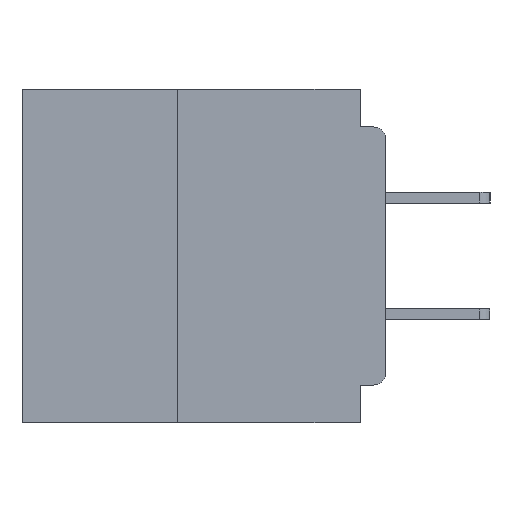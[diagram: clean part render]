
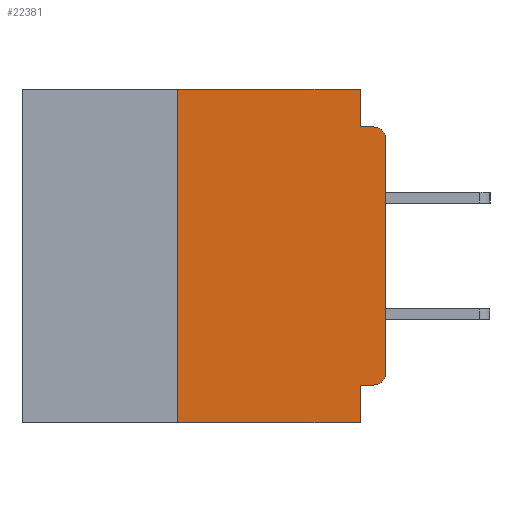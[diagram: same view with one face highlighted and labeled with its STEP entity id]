
A CAD part, left-side view. The second image highlights one B-rep face of the part: STEP entity #22381.
In plain terms, the highlighted planar face has unit normal (-1, 0, 0).
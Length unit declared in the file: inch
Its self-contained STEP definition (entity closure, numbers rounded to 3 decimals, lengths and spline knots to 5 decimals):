
#1527 = FACE_OUTER_BOUND ( 'NONE', #44322, .T. ) ;
#2001 = DIRECTION ( 'NONE',  ( 0., -1., 0. ) ) ;
#2151 = DIRECTION ( 'NONE',  ( 0., 0., 1. ) ) ;
#3171 = CARTESIAN_POINT ( 'NONE',  ( 0., 0.031, -0.4 ) ) ;
#4445 = CARTESIAN_POINT ( 'NONE',  ( 0., 0.031, -0.045 ) ) ;
#5322 = DIRECTION ( 'NONE',  ( 0., 0., -1. ) ) ;
#6340 = PLANE ( 'NONE',  #42407 ) ;
#6660 = ORIENTED_EDGE ( 'NONE', *, *, #13579, .F. ) ;
#6754 = VECTOR ( 'NONE', #2151, 39.37008 ) ;
#7802 = VECTOR ( 'NONE', #5322, 39.37008 ) ;
#7924 = CARTESIAN_POINT ( 'NONE',  ( 0., 0., -0.045 ) ) ;
#8905 = DIRECTION ( 'NONE',  ( 0., 1., 0. ) ) ;
#9842 = DIRECTION ( 'NONE',  ( 0., 0., -1. ) ) ;
#10246 = DIRECTION ( 'NONE',  ( 0., 0., 1. ) ) ;
#11019 = DIRECTION ( 'NONE',  ( -1., 0., 0. ) ) ;
#12792 = LINE ( 'NONE', #29575, #31101 ) ;
#13459 = CARTESIAN_POINT ( 'NONE',  ( 0., 0.015, -0.06 ) ) ;
#13518 = AXIS2_PLACEMENT_3D ( 'NONE', #13459, #37436, #16986 ) ;
#13579 = EDGE_CURVE ( 'NONE', #35704, #19705, #15200, .T. ) ;
#14159 = CARTESIAN_POINT ( 'NONE',  ( 0., 0.25, 0. ) ) ;
#14466 = EDGE_CURVE ( 'NONE', #24763, #21468, #27526, .T. ) ;
#14473 = CARTESIAN_POINT ( 'NONE',  ( 0., 0.015, -0.045 ) ) ;
#14624 = ORIENTED_EDGE ( 'NONE', *, *, #31108, .F. ) ;
#15200 = LINE ( 'NONE', #22806, #34498 ) ;
#15727 = EDGE_CURVE ( 'NONE', #38884, #35505, #12792, .T. ) ;
#16002 = CARTESIAN_POINT ( 'NONE',  ( 0., 0., 0. ) ) ;
#16429 = VERTEX_POINT ( 'NONE', #36621 ) ;
#16673 = VECTOR ( 'NONE', #42223, 39.37008 ) ;
#16763 = ORIENTED_EDGE ( 'NONE', *, *, #33653, .T. ) ;
#16986 = DIRECTION ( 'NONE',  ( 0., 0., -1. ) ) ;
#17363 = CARTESIAN_POINT ( 'NONE',  ( 0., 0.031, 0. ) ) ;
#17964 = LINE ( 'NONE', #3171, #36116 ) ;
#18160 = VERTEX_POINT ( 'NONE', #4445 ) ;
#18475 = ORIENTED_EDGE ( 'NONE', *, *, #15727, .F. ) ;
#18723 = CARTESIAN_POINT ( 'NONE',  ( 0., 0., -0.06 ) ) ;
#19705 = VERTEX_POINT ( 'NONE', #17363 ) ;
#20525 = VERTEX_POINT ( 'NONE', #25025 ) ;
#20578 = CARTESIAN_POINT ( 'NONE',  ( 0., 0.25, -0.4 ) ) ;
#21073 = VECTOR ( 'NONE', #10246, 39.37008 ) ;
#21468 = VERTEX_POINT ( 'NONE', #14473 ) ;
#22381 = ADVANCED_FACE ( 'NONE', ( #1527 ), #6340, .F. ) ;
#22432 = ORIENTED_EDGE ( 'NONE', *, *, #33959, .T. ) ;
#22672 = LINE ( 'NONE', #36790, #30670 ) ;
#22806 = CARTESIAN_POINT ( 'NONE',  ( 0., 0.437, 0. ) ) ;
#23666 = CARTESIAN_POINT ( 'NONE',  ( 0., 0.437, 0. ) ) ;
#24763 = VERTEX_POINT ( 'NONE', #18723 ) ;
#24860 = EDGE_CURVE ( 'NONE', #19705, #18160, #44220, .T. ) ;
#25025 = CARTESIAN_POINT ( 'NONE',  ( 0., 0.25, -0.4 ) ) ;
#25873 = LINE ( 'NONE', #7924, #16673 ) ;
#27526 = CIRCLE ( 'NONE', #13518, 0.015 ) ;
#28369 = CARTESIAN_POINT ( 'NONE',  ( 0., 0.031, -0.355 ) ) ;
#29575 = CARTESIAN_POINT ( 'NONE',  ( 0., 0., -0.355 ) ) ;
#29892 = EDGE_CURVE ( 'NONE', #35505, #16429, #17964, .T. ) ;
#30158 = LINE ( 'NONE', #20578, #21073 ) ;
#30495 = DIRECTION ( 'NONE',  ( 1., 0., 0. ) ) ;
#30670 = VECTOR ( 'NONE', #33406, 39.37008 ) ;
#30825 = DIRECTION ( 'NONE',  ( 0., 0., -1. ) ) ;
#31101 = VECTOR ( 'NONE', #8905, 39.37008 ) ;
#31108 = EDGE_CURVE ( 'NONE', #20525, #35704, #30158, .T. ) ;
#31452 = ORIENTED_EDGE ( 'NONE', *, *, #43091, .T. ) ;
#31633 = CARTESIAN_POINT ( 'NONE',  ( 0., 0.015, -0.34 ) ) ;
#31945 = ORIENTED_EDGE ( 'NONE', *, *, #24860, .F. ) ;
#32329 = VERTEX_POINT ( 'NONE', #34046 ) ;
#32908 = CARTESIAN_POINT ( 'NONE',  ( 0., 0.031, 0. ) ) ;
#33406 = DIRECTION ( 'NONE',  ( 0., -1., 0. ) ) ;
#33653 = EDGE_CURVE ( 'NONE', #38884, #32329, #37847, .T. ) ;
#33959 = EDGE_CURVE ( 'NONE', #32329, #24763, #44280, .T. ) ;
#34010 = ORIENTED_EDGE ( 'NONE', *, *, #29892, .F. ) ;
#34046 = CARTESIAN_POINT ( 'NONE',  ( 0., 0., -0.34 ) ) ;
#34498 = VECTOR ( 'NONE', #2001, 39.37008 ) ;
#35038 = DIRECTION ( 'NONE',  ( 0., 0., -1. ) ) ;
#35505 = VERTEX_POINT ( 'NONE', #28369 ) ;
#35704 = VERTEX_POINT ( 'NONE', #14159 ) ;
#36116 = VECTOR ( 'NONE', #30825, 39.37008 ) ;
#36621 = CARTESIAN_POINT ( 'NONE',  ( 0., 0.031, -0.4 ) ) ;
#36790 = CARTESIAN_POINT ( 'NONE',  ( 0., 0.437, -0.4 ) ) ;
#36803 = CARTESIAN_POINT ( 'NONE',  ( 0., 0.015, -0.355 ) ) ;
#37436 = DIRECTION ( 'NONE',  ( -1., 0., 0. ) ) ;
#37847 = CIRCLE ( 'NONE', #40457, 0.015 ) ;
#38884 = VERTEX_POINT ( 'NONE', #36803 ) ;
#40457 = AXIS2_PLACEMENT_3D ( 'NONE', #31633, #11019, #35038 ) ;
#41498 = ORIENTED_EDGE ( 'NONE', *, *, #14466, .T. ) ;
#41774 = ORIENTED_EDGE ( 'NONE', *, *, #43451, .F. ) ;
#42223 = DIRECTION ( 'NONE',  ( 0., -1., 0. ) ) ;
#42407 = AXIS2_PLACEMENT_3D ( 'NONE', #23666, #30495, #9842 ) ;
#43091 = EDGE_CURVE ( 'NONE', #20525, #16429, #22672, .T. ) ;
#43451 = EDGE_CURVE ( 'NONE', #18160, #21468, #25873, .T. ) ;
#44220 = LINE ( 'NONE', #32908, #7802 ) ;
#44280 = LINE ( 'NONE', #16002, #6754 ) ;
#44322 = EDGE_LOOP ( 'NONE', ( #22432, #41498, #41774, #31945, #6660, #14624, #31452, #34010, #18475, #16763 ) ) ;
